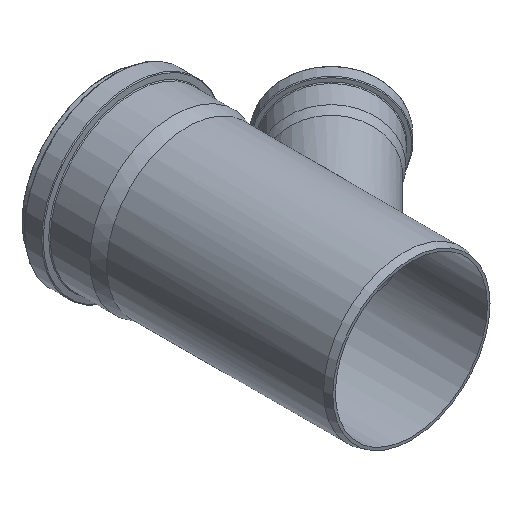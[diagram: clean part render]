
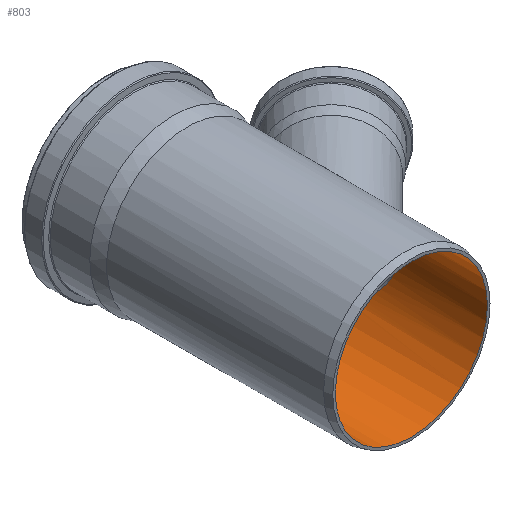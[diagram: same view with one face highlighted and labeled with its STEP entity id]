
A CAD part, isometric view. The second image highlights one B-rep face of the part: STEP entity #803.
In plain terms, the highlighted cylindrical face has radius 94.65 mm (diameter 189.3 mm), a full revolution.
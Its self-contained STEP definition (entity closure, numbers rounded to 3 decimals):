
#69=FACE_BOUND('',#314,.T.);
#70=FACE_BOUND('',#315,.T.);
#136=CIRCLE('',#888,94.65);
#139=CIRCLE('',#893,94.65);
#172=CYLINDRICAL_SURFACE('',#894,94.65);
#220=FACE_OUTER_BOUND('',#313,.T.);
#313=EDGE_LOOP('',(#701));
#314=EDGE_LOOP('',(#702));
#315=EDGE_LOOP('',(#703));
#398=B_SPLINE_CURVE_WITH_KNOTS('',3,(#2097,#2098,#2099,#2100,#2101,#2102,
#2103,#2104,#2105,#2106,#2107,#2108,#2109,#2110,#2111,#2112,#2113,#2114,
#2115,#2116,#2117,#2118,#2119,#2120,#2121,#2122,#2123,#2124,#2125,#2126,
#2127,#2128,#2129,#2130,#2131,#2132,#2133,#2134,#2135,#2136,#2137,#2138,
#2139,#2140,#2141,#2142,#2143,#2144,#2145,#2146,#2147,#2148,#2149,#2150,
#2151,#2152,#2153,#2154,#2155,#2156,#2157,#2158,#2159,#2160,#2161,#2162),
 .UNSPECIFIED.,.T.,.F.,(4,2,2,2,2,2,2,2,2,2,2,2,2,2,2,2,2,2,2,2,2,2,2,2,
2,2,2,2,2,2,2,2,4),(0.,2.002,4.003,6.005,
8.006,9.197,10.387,11.577,12.767,
13.958,15.148,16.338,17.528,19.53,
21.532,23.533,25.535,26.864,28.194,
29.524,30.854,31.963,33.071,34.18,
35.289,36.398,37.507,38.616,39.724,
41.054,42.384,43.714,45.043),
 .UNSPECIFIED.);
#429=VERTEX_POINT('',#2096);
#453=VERTEX_POINT('',#2233);
#456=VERTEX_POINT('',#2241);
#521=EDGE_CURVE('',#429,#429,#398,.T.);
#545=EDGE_CURVE('',#453,#453,#136,.T.);
#548=EDGE_CURVE('',#456,#456,#139,.T.);
#701=ORIENTED_EDGE('',*,*,#545,.F.);
#702=ORIENTED_EDGE('',*,*,#521,.F.);
#703=ORIENTED_EDGE('',*,*,#548,.T.);
#803=ADVANCED_FACE('',(#220,#69,#70),#172,.F.);
#888=AXIS2_PLACEMENT_3D('',#2234,#1060,#1061);
#893=AXIS2_PLACEMENT_3D('',#2242,#1070,#1071);
#894=AXIS2_PLACEMENT_3D('',#2243,#1072,#1073);
#1060=DIRECTION('center_axis',(0.,-1.,0.));
#1061=DIRECTION('ref_axis',(1.,0.,0.));
#1070=DIRECTION('center_axis',(0.,-1.,0.));
#1071=DIRECTION('ref_axis',(1.,0.,0.));
#1072=DIRECTION('center_axis',(0.,-1.,0.));
#1073=DIRECTION('ref_axis',(1.,0.,0.));
#2096=CARTESIAN_POINT('',(73.69,-105.444,59.4));
#2097=CARTESIAN_POINT('Ctrl Pts',(73.69,-105.444,59.4));
#2098=CARTESIAN_POINT('Ctrl Pts',(73.69,-98.772,59.4));
#2099=CARTESIAN_POINT('Ctrl Pts',(74.147,-91.899,58.843));
#2100=CARTESIAN_POINT('Ctrl Pts',(75.716,-78.086,56.809));
#2101=CARTESIAN_POINT('Ctrl Pts',(76.826,-71.146,55.331));
#2102=CARTESIAN_POINT('Ctrl Pts',(79.412,-57.545,51.552));
#2103=CARTESIAN_POINT('Ctrl Pts',(80.886,-50.887,49.251));
#2104=CARTESIAN_POINT('Ctrl Pts',(83.931,-38.221,43.86));
#2105=CARTESIAN_POINT('Ctrl Pts',(85.503,-32.213,40.773));
#2106=CARTESIAN_POINT('Ctrl Pts',(87.891,-23.471,35.199));
#2107=CARTESIAN_POINT('Ctrl Pts',(88.815,-20.183,32.836));
#2108=CARTESIAN_POINT('Ctrl Pts',(90.589,-14.012,27.569));
#2109=CARTESIAN_POINT('Ctrl Pts',(91.437,-11.128,24.665));
#2110=CARTESIAN_POINT('Ctrl Pts',(92.907,-6.197,18.367));
#2111=CARTESIAN_POINT('Ctrl Pts',(93.528,-4.149,14.973));
#2112=CARTESIAN_POINT('Ctrl Pts',(94.4,-1.291,7.773));
#2113=CARTESIAN_POINT('Ctrl Pts',(94.65,-0.48,3.967));
#2114=CARTESIAN_POINT('Ctrl Pts',(94.65,-0.48,-3.967));
#2115=CARTESIAN_POINT('Ctrl Pts',(94.4,-1.291,-7.773));
#2116=CARTESIAN_POINT('Ctrl Pts',(93.528,-4.149,-14.973));
#2117=CARTESIAN_POINT('Ctrl Pts',(92.907,-6.197,-18.367));
#2118=CARTESIAN_POINT('Ctrl Pts',(91.437,-11.128,-24.665));
#2119=CARTESIAN_POINT('Ctrl Pts',(90.589,-14.012,-27.569));
#2120=CARTESIAN_POINT('Ctrl Pts',(88.815,-20.183,-32.836));
#2121=CARTESIAN_POINT('Ctrl Pts',(87.891,-23.471,-35.199));
#2122=CARTESIAN_POINT('Ctrl Pts',(85.503,-32.213,-40.773));
#2123=CARTESIAN_POINT('Ctrl Pts',(83.931,-38.221,-43.86));
#2124=CARTESIAN_POINT('Ctrl Pts',(80.886,-50.887,-49.251));
#2125=CARTESIAN_POINT('Ctrl Pts',(79.412,-57.545,-51.552));
#2126=CARTESIAN_POINT('Ctrl Pts',(76.826,-71.146,-55.331));
#2127=CARTESIAN_POINT('Ctrl Pts',(75.716,-78.086,-56.809));
#2128=CARTESIAN_POINT('Ctrl Pts',(74.147,-91.899,-58.843));
#2129=CARTESIAN_POINT('Ctrl Pts',(73.69,-98.772,-59.4));
#2130=CARTESIAN_POINT('Ctrl Pts',(73.69,-109.876,-59.4));
#2131=CARTESIAN_POINT('Ctrl Pts',(73.895,-114.499,-59.15));
#2132=CARTESIAN_POINT('Ctrl Pts',(74.873,-123.666,-57.908));
#2133=CARTESIAN_POINT('Ctrl Pts',(75.649,-128.209,-56.913));
#2134=CARTESIAN_POINT('Ctrl Pts',(77.74,-136.787,-54.022));
#2135=CARTESIAN_POINT('Ctrl Pts',(79.057,-140.837,-52.117));
#2136=CARTESIAN_POINT('Ctrl Pts',(81.961,-148.128,-47.42));
#2137=CARTESIAN_POINT('Ctrl Pts',(83.54,-151.372,-44.627));
#2138=CARTESIAN_POINT('Ctrl Pts',(86.32,-156.464,-38.933));
#2139=CARTESIAN_POINT('Ctrl Pts',(87.602,-158.569,-36.001));
#2140=CARTESIAN_POINT('Ctrl Pts',(89.967,-162.199,-29.602));
#2141=CARTESIAN_POINT('Ctrl Pts',(91.047,-163.727,-26.135));
#2142=CARTESIAN_POINT('Ctrl Pts',(92.819,-166.147,-18.896));
#2143=CARTESIAN_POINT('Ctrl Pts',(93.513,-167.043,-15.118));
#2144=CARTESIAN_POINT('Ctrl Pts',(94.429,-168.214,-7.518));
#2145=CARTESIAN_POINT('Ctrl Pts',(94.65,-168.488,-3.696));
#2146=CARTESIAN_POINT('Ctrl Pts',(94.65,-168.488,3.696));
#2147=CARTESIAN_POINT('Ctrl Pts',(94.429,-168.214,7.518));
#2148=CARTESIAN_POINT('Ctrl Pts',(93.513,-167.043,15.118));
#2149=CARTESIAN_POINT('Ctrl Pts',(92.819,-166.147,18.896));
#2150=CARTESIAN_POINT('Ctrl Pts',(91.047,-163.727,26.135));
#2151=CARTESIAN_POINT('Ctrl Pts',(89.967,-162.199,29.602));
#2152=CARTESIAN_POINT('Ctrl Pts',(87.602,-158.569,36.001));
#2153=CARTESIAN_POINT('Ctrl Pts',(86.32,-156.464,38.933));
#2154=CARTESIAN_POINT('Ctrl Pts',(83.54,-151.372,44.627));
#2155=CARTESIAN_POINT('Ctrl Pts',(81.961,-148.128,47.42));
#2156=CARTESIAN_POINT('Ctrl Pts',(79.057,-140.837,52.117));
#2157=CARTESIAN_POINT('Ctrl Pts',(77.74,-136.787,54.022));
#2158=CARTESIAN_POINT('Ctrl Pts',(75.649,-128.209,56.913));
#2159=CARTESIAN_POINT('Ctrl Pts',(74.873,-123.666,57.908));
#2160=CARTESIAN_POINT('Ctrl Pts',(73.895,-114.499,59.15));
#2161=CARTESIAN_POINT('Ctrl Pts',(73.69,-109.876,59.4));
#2162=CARTESIAN_POINT('Ctrl Pts',(73.69,-105.444,59.4));
#2233=CARTESIAN_POINT('',(94.65,0.,0.));
#2234=CARTESIAN_POINT('Origin',(0.,0.,
0.));
#2241=CARTESIAN_POINT('',(94.65,-278.914,0.));
#2242=CARTESIAN_POINT('Origin',(0.,-278.914,
0.));
#2243=CARTESIAN_POINT('Origin',(0.,-139.457,
0.));
